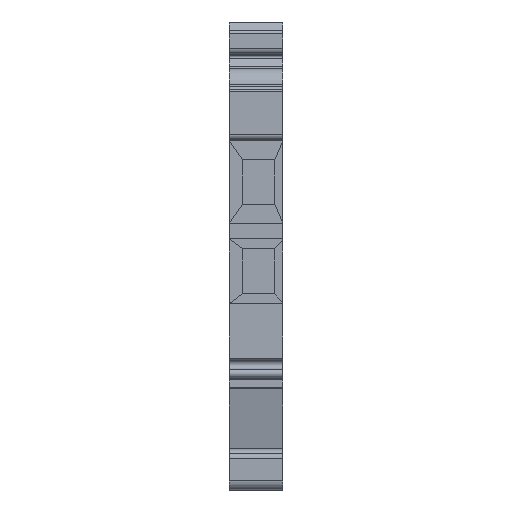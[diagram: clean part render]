
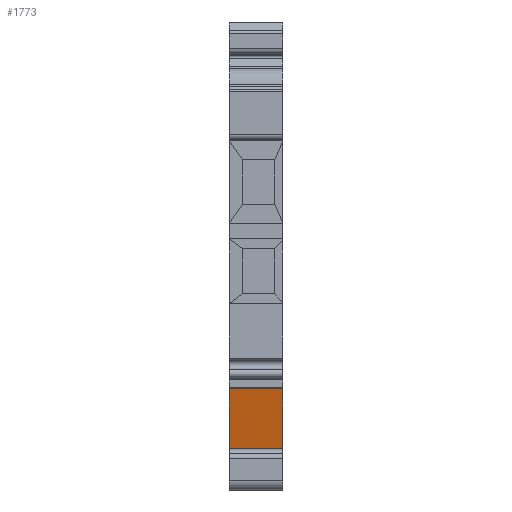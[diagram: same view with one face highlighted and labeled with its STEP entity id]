
A CAD part, left-side view. The second image highlights one B-rep face of the part: STEP entity #1773.
In plain terms, the highlighted planar face has unit normal (-0.973, 0, -0.232).
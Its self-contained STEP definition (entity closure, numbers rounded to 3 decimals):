
#1773 = ADVANCED_FACE ( 'NONE', ( #3097 ), #25389, .F. ) ;
#2243 = CARTESIAN_POINT ( 'NONE',  ( -47.687, 0., -1.718 ) ) ;
#2430 = EDGE_LOOP ( 'NONE', ( #21780, #19512, #13408, #4883 ) ) ;
#3097 = FACE_OUTER_BOUND ( 'NONE', #2430, .T. ) ;
#3669 = DIRECTION ( 'NONE',  ( 0., -1., 0. ) ) ;
#4883 = ORIENTED_EDGE ( 'NONE', *, *, #14354, .T. ) ;
#4987 = CARTESIAN_POINT ( 'NONE',  ( -49.26, 0., 4.891 ) ) ;
#5166 = EDGE_CURVE ( 'NONE', #12051, #11763, #21929, .T. ) ;
#5949 = CARTESIAN_POINT ( 'NONE',  ( -47.687, 6., -1.718 ) ) ;
#6159 = VECTOR ( 'NONE', #30438, 1000. ) ;
#6889 = EDGE_CURVE ( 'NONE', #8240, #11763, #12332, .T. ) ;
#8240 = VERTEX_POINT ( 'NONE', #10769 ) ;
#9571 = DIRECTION ( 'NONE',  ( 0., -1., 0. ) ) ;
#9606 = CARTESIAN_POINT ( 'NONE',  ( -47.687, 6., -1.718 ) ) ;
#10182 = CARTESIAN_POINT ( 'NONE',  ( -47.687, 6., -1.718 ) ) ;
#10769 = CARTESIAN_POINT ( 'NONE',  ( -49.26, 6., 4.891 ) ) ;
#11624 = CARTESIAN_POINT ( 'NONE',  ( -47.687, 6., -1.718 ) ) ;
#11763 = VERTEX_POINT ( 'NONE', #4987 ) ;
#12051 = VERTEX_POINT ( 'NONE', #2243 ) ;
#12332 = LINE ( 'NONE', #20915, #15849 ) ;
#12964 = LINE ( 'NONE', #10182, #21108 ) ;
#13408 = ORIENTED_EDGE ( 'NONE', *, *, #32074, .F. ) ;
#14354 = EDGE_CURVE ( 'NONE', #35634, #12051, #34856, .T. ) ;
#15242 = VECTOR ( 'NONE', #3669, 1000. ) ;
#15849 = VECTOR ( 'NONE', #9571, 1000. ) ;
#19512 = ORIENTED_EDGE ( 'NONE', *, *, #6889, .F. ) ;
#20198 = DIRECTION ( 'NONE',  ( 0.973, 0., 0.232 ) ) ;
#20915 = CARTESIAN_POINT ( 'NONE',  ( -49.26, 6., 4.891 ) ) ;
#21108 = VECTOR ( 'NONE', #35057, 1000. ) ;
#21780 = ORIENTED_EDGE ( 'NONE', *, *, #5166, .T. ) ;
#21929 = LINE ( 'NONE', #33202, #6159 ) ;
#25028 = DIRECTION ( 'NONE',  ( 0., -1., 0. ) ) ;
#25389 = PLANE ( 'NONE',  #36236 ) ;
#30438 = DIRECTION ( 'NONE',  ( -0.232, 0., 0.973 ) ) ;
#32074 = EDGE_CURVE ( 'NONE', #35634, #8240, #12964, .T. ) ;
#33202 = CARTESIAN_POINT ( 'NONE',  ( -47.687, 0., -1.718 ) ) ;
#34856 = LINE ( 'NONE', #5949, #15242 ) ;
#35057 = DIRECTION ( 'NONE',  ( -0.232, 0., 0.973 ) ) ;
#35634 = VERTEX_POINT ( 'NONE', #9606 ) ;
#36236 = AXIS2_PLACEMENT_3D ( 'NONE', #11624, #20198, #25028 ) ;
